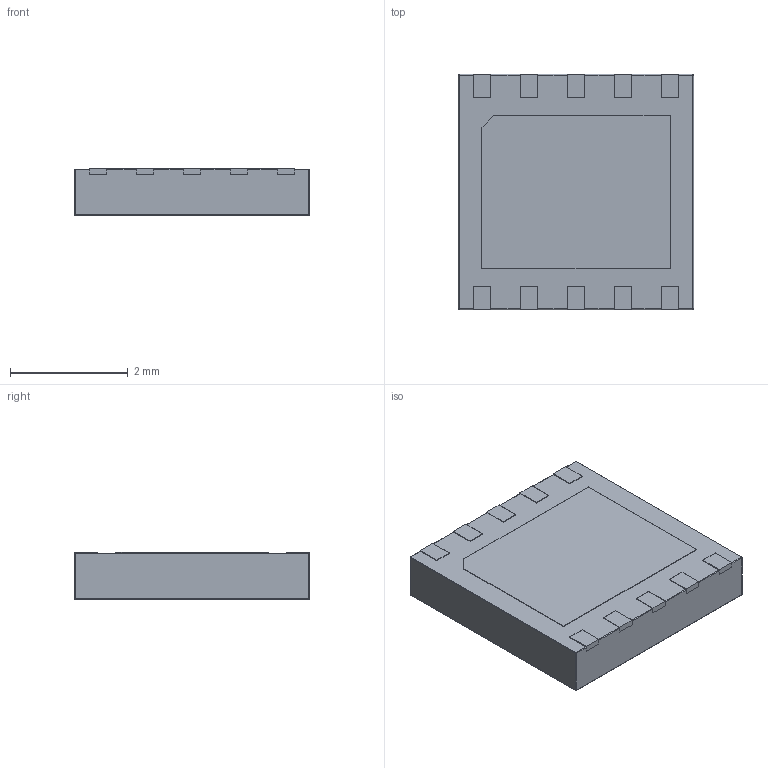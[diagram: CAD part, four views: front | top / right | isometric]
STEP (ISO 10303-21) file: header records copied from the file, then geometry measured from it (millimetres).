
FILE_DESCRIPTION (( 'STEP AP214' ), '1' );
FILE_NAME ('User Library-WSON10.STEP', '2020-06-25T22:53:27', ( '' ), ( '' ), 'SwSTEP 2.0', 'SolidWorks 2019', '' );
FILE_SCHEMA (( 'AUTOMOTIVE_DESIGN' ));
Length unit declared in the file: millimetre
Products named in the file (1): User Library-WSON10
Bounding box: 4 x 4 x 0.8 mm (x, y, z)
Surface area: 45 mm2 (no closed solid volume)
Topology: 0 solids, 5 shells, 161 faces, 432 edges, 276 vertices
Faces by surface type: plane 110, cylinder 27, bspline 24
Entity records: 6482 total; most frequent: CARTESIAN_POINT 1660, ORIENTED_EDGE 832, DIRECTION 706, EDGE_CURVE 424, LINE 322, VECTOR 322, VERTEX_POINT 276, AXIS2_PLACEMENT_3D 192
